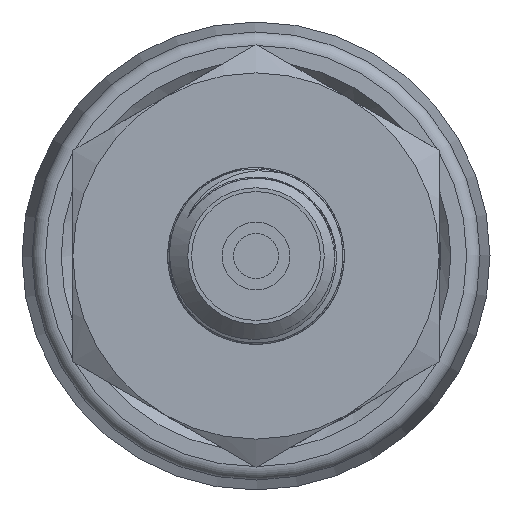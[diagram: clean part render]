
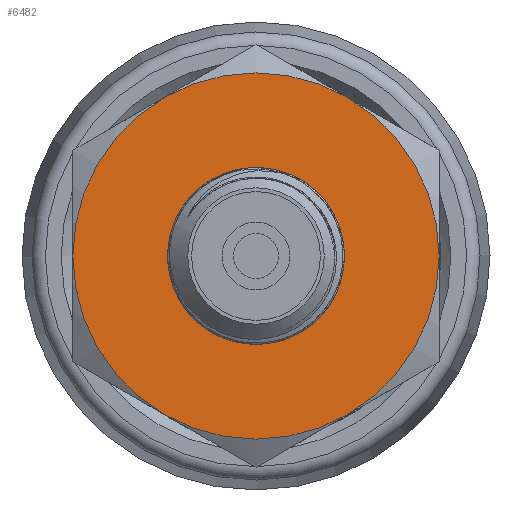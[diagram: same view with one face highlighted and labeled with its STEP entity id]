
A CAD part, left-side view. The second image highlights one B-rep face of the part: STEP entity #6482.
In plain terms, the highlighted face is planar.
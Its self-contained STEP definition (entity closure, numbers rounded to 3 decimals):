
#724=FACE_BOUND('',#2332,.T.);
#1596=PLANE('',#6832);
#1946=FACE_OUTER_BOUND('',#2331,.T.);
#2331=EDGE_LOOP('',(#6088));
#2332=EDGE_LOOP('',(#6089));
#2519=CIRCLE('',#6831,13.5);
#2520=CIRCLE('',#6833,6.5);
#3182=VERTEX_POINT('',#25129);
#3183=VERTEX_POINT('',#25133);
#4155=EDGE_CURVE('',#3182,#3182,#2519,.T.);
#4157=EDGE_CURVE('',#3183,#3183,#2520,.T.);
#6088=ORIENTED_EDGE('',*,*,#4155,.T.);
#6089=ORIENTED_EDGE('',*,*,#4157,.F.);
#6482=ADVANCED_FACE('',(#1946,#724),#1596,.T.);
#6831=AXIS2_PLACEMENT_3D('',#25130,#7796,#7797);
#6832=AXIS2_PLACEMENT_3D('',#25132,#7799,#7800);
#6833=AXIS2_PLACEMENT_3D('',#25134,#7801,#7802);
#7796=DIRECTION('center_axis',(1.,0.,0.));
#7797=DIRECTION('ref_axis',(0.,0.,-1.));
#7799=DIRECTION('center_axis',(1.,0.,0.));
#7800=DIRECTION('ref_axis',(0.,0.,-1.));
#7801=DIRECTION('center_axis',(1.,0.,0.));
#7802=DIRECTION('ref_axis',(0.,0.,-1.));
#25129=CARTESIAN_POINT('',(-11.,-13.5,0.));
#25130=CARTESIAN_POINT('Origin',(-11.,0.,0.));
#25132=CARTESIAN_POINT('Origin',(-11.,6.5,0.));
#25133=CARTESIAN_POINT('',(-11.,0.,6.5));
#25134=CARTESIAN_POINT('Origin',(-11.,0.,0.));
